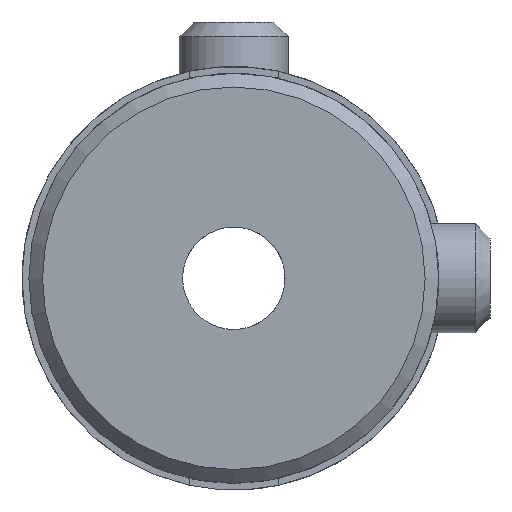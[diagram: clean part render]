
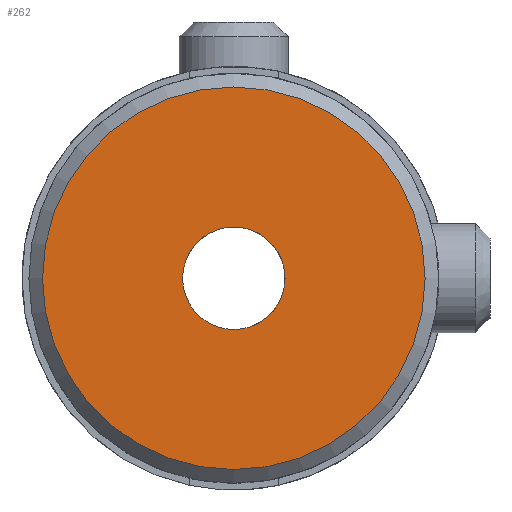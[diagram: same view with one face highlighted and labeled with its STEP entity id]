
A CAD part, left-side view. The second image highlights one B-rep face of the part: STEP entity #262.
In plain terms, the highlighted planar face has unit normal (-1, 0, 0).
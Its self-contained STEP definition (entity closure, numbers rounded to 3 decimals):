
#262 = ADVANCED_FACE( '', ( #344, #345 ), #346, .F. );
#344 = FACE_OUTER_BOUND( '', #502, .T. );
#345 = FACE_BOUND( '', #503, .T. );
#346 = PLANE( '', #504 );
#502 = EDGE_LOOP( '', ( #686 ) );
#503 = EDGE_LOOP( '', ( #687 ) );
#504 = AXIS2_PLACEMENT_3D( '', #688, #689, #690 );
#686 = ORIENTED_EDGE( '', *, *, #1143, .F. );
#687 = ORIENTED_EDGE( '', *, *, #1142, .T. );
#688 = CARTESIAN_POINT( '', ( 0., 0., 0. ) );
#689 = DIRECTION( '', ( 1., 0., 0. ) );
#690 = DIRECTION( '', ( 0., 0., -1. ) );
#1142 = EDGE_CURVE( '', #1304, #1304, #1305, .T. );
#1143 = EDGE_CURVE( '', #1306, #1306, #1307, .T. );
#1304 = VERTEX_POINT( '', #1614 );
#1305 = CIRCLE( '', #1615, 0.75 );
#1306 = VERTEX_POINT( '', #1616 );
#1307 = CIRCLE( '', #1617, 2.8 );
#1614 = CARTESIAN_POINT( '', ( 0., 0., -0.75 ) );
#1615 = AXIS2_PLACEMENT_3D( '', #1999, #2000, #2001 );
#1616 = CARTESIAN_POINT( '', ( 0., 0., -2.8 ) );
#1617 = AXIS2_PLACEMENT_3D( '', #2002, #2003, #2004 );
#1999 = CARTESIAN_POINT( '', ( 0., 0., 0. ) );
#2000 = DIRECTION( '', ( 1., 0., 0. ) );
#2001 = DIRECTION( '', ( 0., 0., -1. ) );
#2002 = CARTESIAN_POINT( '', ( 0., 0., 0. ) );
#2003 = DIRECTION( '', ( 1., 0., 0. ) );
#2004 = DIRECTION( '', ( 0., 0., -1. ) );
